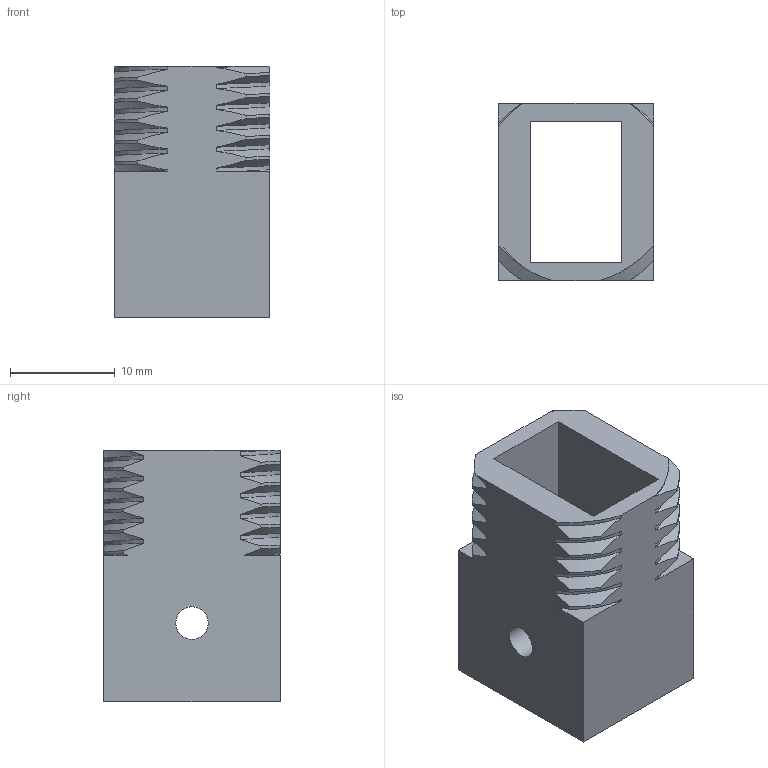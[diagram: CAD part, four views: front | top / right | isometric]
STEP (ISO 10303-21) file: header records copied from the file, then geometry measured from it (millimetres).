
FILE_DESCRIPTION(/* description */ (''),/* implementation_level */ '2;1');
FILE_NAME(/* name */ 'Perseus-tensioner-insert.step',/* time_stamp */ '2022-01-04T22:24:00+08:00',/* author */ (''),/* organization */ (''),/* preprocessor_version */ 'ST-DEVELOPER v18.1',/* originating_system */ 'Autodesk Translation Framework v10.10.0.1391',/* authorisation */ '');
FILE_SCHEMA (('AUTOMOTIVE_DESIGN { 1 0 10303 214 3 1 1 }'));
Length unit declared in the file: millimetre
Products named in the file (1): tensioner_insert
Bounding box: 14.9 x 16.9 x 24 mm (x, y, z)
Volume: 2997.6 mm3; surface area: 2939.4 mm2
Topology: 1 solids, 1 shells, 102 faces, 300 edges, 200 vertices
Faces by surface type: cylinder 44, bspline 44, plane 14
Full cylindrical faces by diameter (mm): 3.1 x2
Entity records: 4624 total; most frequent: CARTESIAN_POINT 2334, ORIENTED_EDGE 600, EDGE_CURVE 300, DIRECTION 250, VERTEX_POINT 200, B_SPLINE_CURVE_WITH_KNOTS 176, LINE 116, VECTOR 116
